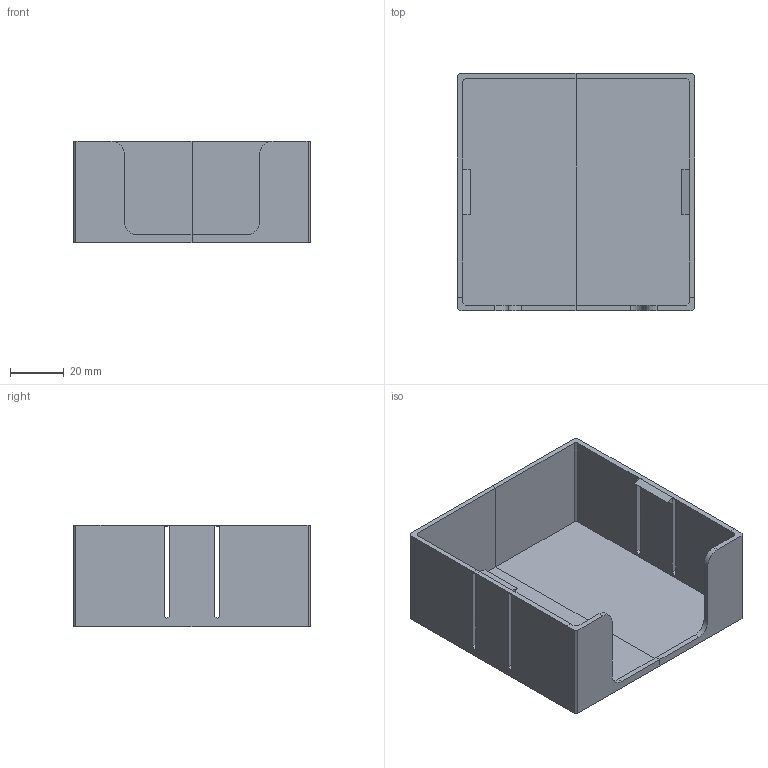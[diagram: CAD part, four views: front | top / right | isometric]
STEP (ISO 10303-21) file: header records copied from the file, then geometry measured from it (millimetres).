
FILE_DESCRIPTION(('FreeCAD Model'),'2;1');
FILE_NAME('Open CASCADE Shape Model','2025-01-10T19:52:29',(''),(''), 'Open CASCADE STEP processor 7.7','FreeCAD','Unknown');
FILE_SCHEMA(('AUTOMOTIVE_DESIGN { 1 0 10303 214 1 1 1 1 }'));
Length unit declared in the file: millimetre
Products named in the file (1): cover
Bounding box: 88.5 x 88.5 x 38 mm (x, y, z)
Volume: 36693.3 mm3; surface area: 37911.9 mm2
Topology: 1 solids, 1 shells, 64 faces, 178 edges, 112 vertices
Faces by surface type: plane 60, cylinder 4
Entity records: 2030 total; most frequent: ORIENTED_EDGE 356, CARTESIAN_POINT 355, DIRECTION 316, EDGE_CURVE 178, LINE 170, VECTOR 170, VERTEX_POINT 112, AXIS2_PLACEMENT_3D 73
